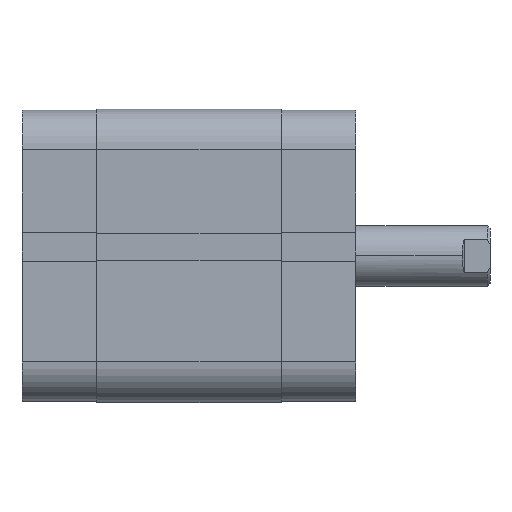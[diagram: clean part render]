
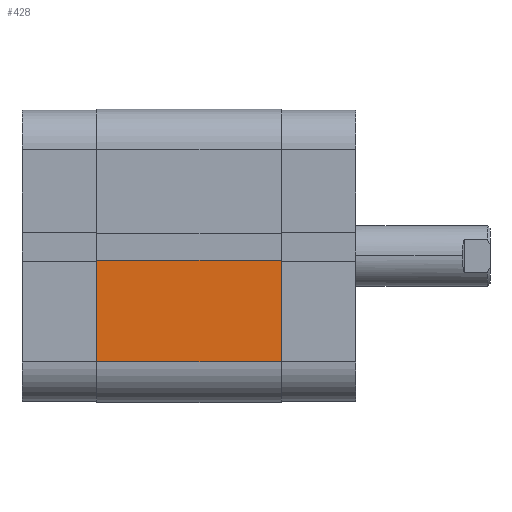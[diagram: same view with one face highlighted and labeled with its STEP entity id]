
A CAD part, top view. The second image highlights one B-rep face of the part: STEP entity #428.
In plain terms, the highlighted face is planar.
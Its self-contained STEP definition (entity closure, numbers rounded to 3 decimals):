
#361 = EDGE_CURVE ( 'NONE', #5081, #5080, #2973, .T. ) ;
#362 = EDGE_CURVE ( 'NONE', #5080, #5078, #2972, .T. ) ;
#428 = ADVANCED_FACE ( 'NONE', ( #3086 ), #1455, .T. ) ;
#581 = EDGE_CURVE ( 'NONE', #5081, #5079, #3438, .T. ) ;
#582 = EDGE_CURVE ( 'NONE', #5079, #5078, #3441, .T. ) ;
#1241 = CARTESIAN_POINT ( 'NONE',  ( 29., 21., 36.5 ) ) ;
#1251 = CARTESIAN_POINT ( 'NONE',  ( 29., -63.941, 0. ) ) ;
#1252 = DIRECTION ( 'NONE',  ( 0., 0., -1. ) ) ;
#1253 = DIRECTION ( 'NONE',  ( 0., -1., 0. ) ) ;
#1454 = CARTESIAN_POINT ( 'NONE',  ( 29., -63.941, 36.5 ) ) ;
#1455 = PLANE ( 'NONE',  #6401 ) ;
#1457 = DIRECTION ( 'NONE',  ( 1., 0., 0. ) ) ;
#1458 = DIRECTION ( 'NONE',  ( 0., 1., 0. ) ) ;
#2106 = CARTESIAN_POINT ( 'NONE',  ( 29., 0.85, 36.5 ) ) ;
#2118 = CARTESIAN_POINT ( 'NONE',  ( 29., -63.941, 36.5 ) ) ;
#2119 = DIRECTION ( 'NONE',  ( 0., -1., 0. ) ) ;
#2120 = DIRECTION ( 'NONE',  ( 0., 0., -1. ) ) ;
#2359 = CARTESIAN_POINT ( 'NONE',  ( 29., 0.85, 0. ) ) ;
#2360 = CARTESIAN_POINT ( 'NONE',  ( 29., 0.85, 36.5 ) ) ;
#2361 = CARTESIAN_POINT ( 'NONE',  ( 29., 21., 0. ) ) ;
#2362 = CARTESIAN_POINT ( 'NONE',  ( 29., 21., 36.5 ) ) ;
#2972 = LINE ( 'NONE', #1251, #2979 ) ;
#2973 = LINE ( 'NONE', #1241, #2977 ) ;
#2977 = VECTOR ( 'NONE', #1252, 1000. ) ;
#2979 = VECTOR ( 'NONE', #1253, 1000. ) ;
#3086 = FACE_OUTER_BOUND ( 'NONE', #4173, .T. ) ;
#3435 = VECTOR ( 'NONE', #2119, 1000. ) ;
#3438 = LINE ( 'NONE', #2118, #3435 ) ;
#3441 = LINE ( 'NONE', #2106, #3443 ) ;
#3443 = VECTOR ( 'NONE', #2120, 1000. ) ;
#3993 = ORIENTED_EDGE ( 'NONE', *, *, #582, .T. ) ;
#3994 = ORIENTED_EDGE ( 'NONE', *, *, #581, .T. ) ;
#3995 = ORIENTED_EDGE ( 'NONE', *, *, #361, .F. ) ;
#3996 = ORIENTED_EDGE ( 'NONE', *, *, #362, .F. ) ;
#4173 = EDGE_LOOP ( 'NONE', ( #3996, #3995, #3994, #3993 ) ) ;
#5078 = VERTEX_POINT ( 'NONE', #2359 ) ;
#5079 = VERTEX_POINT ( 'NONE', #2360 ) ;
#5080 = VERTEX_POINT ( 'NONE', #2361 ) ;
#5081 = VERTEX_POINT ( 'NONE', #2362 ) ;
#6401 = AXIS2_PLACEMENT_3D ( 'NONE', #1454, #1457, #1458 ) ;
